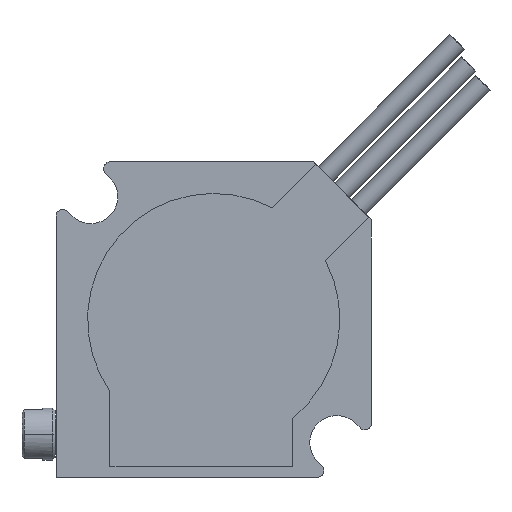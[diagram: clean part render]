
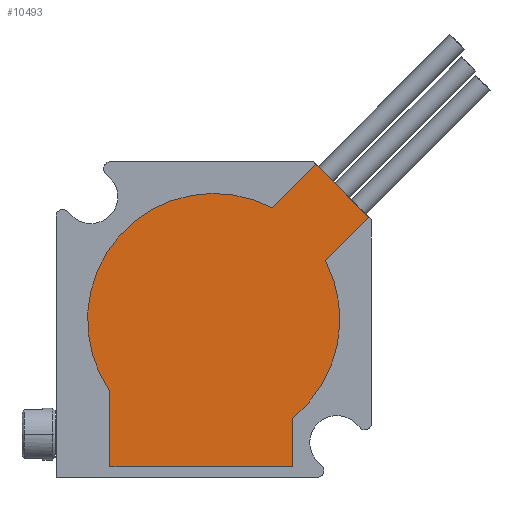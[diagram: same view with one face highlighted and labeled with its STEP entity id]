
A CAD part, front view. The second image highlights one B-rep face of the part: STEP entity #10493.
In plain terms, the highlighted planar face has unit normal (0, -1, 0).
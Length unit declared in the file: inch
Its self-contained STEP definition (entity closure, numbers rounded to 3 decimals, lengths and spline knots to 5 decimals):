
#2=DIRECTION('',(0.707,0.,-0.707));
#3=VECTOR('',#2,0.09);
#4=CARTESIAN_POINT('',(0.12318,0.,0.18682));
#5=LINE('',#4,#3);
#6=CARTESIAN_POINT('',(0.,0.,0.));
#7=DIRECTION('',(0.,-1.,0.));
#8=DIRECTION('',(0.625,0.,-0.781));
#9=AXIS2_PLACEMENT_3D('',#6,#7,#8);
#11=CARTESIAN_POINT('',(0.,0.,0.));
#12=DIRECTION('',(0.,-1.,0.));
#13=DIRECTION('',(0.466,0.,0.885));
#14=AXIS2_PLACEMENT_3D('',#11,#12,#13);
#232=DIRECTION('',(0.707,0.,0.707));
#233=VECTOR('',#232,0.07401);
#234=CARTESIAN_POINT('',(0.13448,0.,0.07084));
#235=LINE('',#234,#233);
#7854=DIRECTION('',(-0.707,0.,-0.707));
#7855=VECTOR('',#7854,0.07401);
#7856=CARTESIAN_POINT('',(0.12318,0.,0.18682));
#7857=LINE('',#7856,#7855);
#7866=DIRECTION('',(0.,0.,1.));
#7867=VECTOR('',#7866,0.05835);
#7868=CARTESIAN_POINT('',(0.095,0.,-0.177));
#7869=LINE('',#7868,#7867);
#7874=DIRECTION('',(1.,0.,0.));
#7875=VECTOR('',#7874,0.22);
#7876=CARTESIAN_POINT('',(-0.125,0.,-0.177));
#7877=LINE('',#7876,#7875);
#7882=DIRECTION('',(0.,0.,-1.));
#7883=VECTOR('',#7882,0.09052);
#7884=CARTESIAN_POINT('',(-0.125,0.,-0.08648));
#7885=LINE('',#7884,#7883);
#10454=CARTESIAN_POINT('',(0.095,0.,-0.11865));
#10455=CARTESIAN_POINT('',(0.13448,0.,0.07084));
#10456=VERTEX_POINT('',#10454);
#10457=VERTEX_POINT('',#10455);
#10458=CARTESIAN_POINT('',(0.07084,0.,0.13448));
#10459=CARTESIAN_POINT('',(-0.125,0.,-0.08648));
#10460=VERTEX_POINT('',#10458);
#10461=VERTEX_POINT('',#10459);
#10462=CARTESIAN_POINT('',(-0.125,0.,-0.177));
#10463=VERTEX_POINT('',#10462);
#10464=CARTESIAN_POINT('',(0.095,0.,-0.177));
#10465=VERTEX_POINT('',#10464);
#10466=CARTESIAN_POINT('',(0.18682,0.,0.12318));
#10467=VERTEX_POINT('',#10466);
#10468=CARTESIAN_POINT('',(0.12318,0.,0.18682));
#10469=VERTEX_POINT('',#10468);
#10470=CARTESIAN_POINT('',(0.,0.,0.));
#10471=DIRECTION('',(0.,1.,0.));
#10472=DIRECTION('',(1.,0.,0.));
#10473=AXIS2_PLACEMENT_3D('',#10470,#10471,#10472);
#10474=PLANE('',#10473);
#10476=ORIENTED_EDGE('',*,*,#10475,.T.);
#10478=ORIENTED_EDGE('',*,*,#10477,.F.);
#10480=ORIENTED_EDGE('',*,*,#10479,.F.);
#10482=ORIENTED_EDGE('',*,*,#10481,.F.);
#10484=ORIENTED_EDGE('',*,*,#10483,.F.);
#10486=ORIENTED_EDGE('',*,*,#10485,.F.);
#10488=ORIENTED_EDGE('',*,*,#10487,.F.);
#10490=ORIENTED_EDGE('',*,*,#10489,.F.);
#10491=EDGE_LOOP('',(#10476,#10478,#10480,#10482,#10484,#10486,#10488,#10490));
#10492=FACE_OUTER_BOUND('',#10491,.F.);
#10493=ADVANCED_FACE('',(#10492),#10474,.F.);
#10=CIRCLE('',#9,0.152);
#15=CIRCLE('',#14,0.152);
#10475=EDGE_CURVE('',#10469,#10467,#5,.T.);
#10477=EDGE_CURVE('',#10457,#10467,#235,.T.);
#10479=EDGE_CURVE('',#10456,#10457,#10,.T.);
#10481=EDGE_CURVE('',#10465,#10456,#7869,.T.);
#10483=EDGE_CURVE('',#10463,#10465,#7877,.T.);
#10485=EDGE_CURVE('',#10461,#10463,#7885,.T.);
#10487=EDGE_CURVE('',#10460,#10461,#15,.T.);
#10489=EDGE_CURVE('',#10469,#10460,#7857,.T.);
